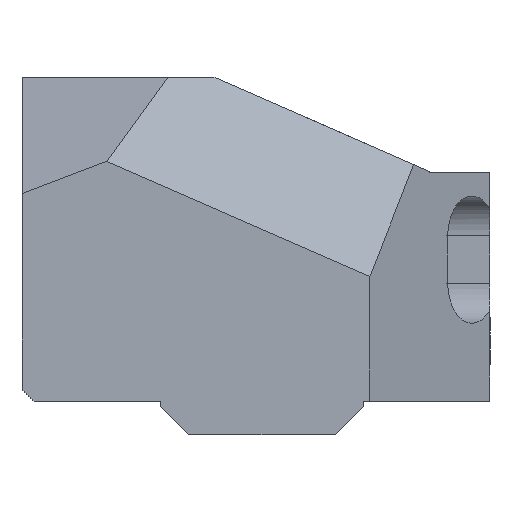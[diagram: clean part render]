
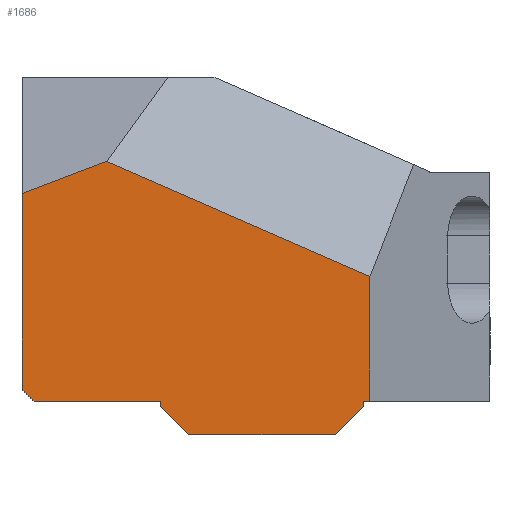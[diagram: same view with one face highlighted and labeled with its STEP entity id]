
A CAD part, left-side view. The second image highlights one B-rep face of the part: STEP entity #1686.
In plain terms, the highlighted planar face has unit normal (-1, 0, 0).
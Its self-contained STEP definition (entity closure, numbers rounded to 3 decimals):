
#132=FACE_OUTER_BOUND('',#228,.T.);
#228=EDGE_LOOP('',(#1393,#1394,#1395,#1396,#1397,#1398,#1399,#1400,#1401,
#1402,#1403,#1404));
#339=LINE('',#2524,#547);
#394=LINE('',#2658,#602);
#403=LINE('',#2674,#611);
#406=LINE('',#2680,#614);
#415=LINE('',#2698,#623);
#417=LINE('',#2702,#625);
#425=LINE('',#2719,#633);
#426=LINE('',#2721,#634);
#427=LINE('',#2723,#635);
#428=LINE('',#2725,#636);
#429=LINE('',#2727,#637);
#430=LINE('',#2728,#638);
#547=VECTOR('',#2023,10.);
#602=VECTOR('',#2144,10.);
#611=VECTOR('',#2157,10.);
#614=VECTOR('',#2162,10.);
#623=VECTOR('',#2175,10.);
#625=VECTOR('',#2179,10.);
#633=VECTOR('',#2199,10.);
#634=VECTOR('',#2200,10.);
#635=VECTOR('',#2201,10.);
#636=VECTOR('',#2202,10.);
#637=VECTOR('',#2203,10.);
#638=VECTOR('',#2204,10.);
#737=VERTEX_POINT('',#2513);
#742=VERTEX_POINT('',#2522);
#788=VERTEX_POINT('',#2657);
#793=VERTEX_POINT('',#2672);
#795=VERTEX_POINT('',#2678);
#802=VERTEX_POINT('',#2697);
#803=VERTEX_POINT('',#2701);
#806=VERTEX_POINT('',#2718);
#807=VERTEX_POINT('',#2720);
#808=VERTEX_POINT('',#2722);
#809=VERTEX_POINT('',#2724);
#810=VERTEX_POINT('',#2726);
#922=EDGE_CURVE('',#742,#737,#339,.T.);
#989=EDGE_CURVE('',#788,#737,#394,.T.);
#998=EDGE_CURVE('',#793,#742,#403,.T.);
#1001=EDGE_CURVE('',#795,#793,#406,.T.);
#1010=EDGE_CURVE('',#788,#802,#415,.T.);
#1012=EDGE_CURVE('',#802,#803,#417,.T.);
#1021=EDGE_CURVE('',#806,#795,#425,.T.);
#1022=EDGE_CURVE('',#807,#806,#426,.T.);
#1023=EDGE_CURVE('',#808,#807,#427,.T.);
#1024=EDGE_CURVE('',#809,#808,#428,.T.);
#1025=EDGE_CURVE('',#810,#809,#429,.T.);
#1026=EDGE_CURVE('',#803,#810,#430,.T.);
#1393=ORIENTED_EDGE('',*,*,#989,.T.);
#1394=ORIENTED_EDGE('',*,*,#922,.F.);
#1395=ORIENTED_EDGE('',*,*,#998,.F.);
#1396=ORIENTED_EDGE('',*,*,#1001,.F.);
#1397=ORIENTED_EDGE('',*,*,#1021,.F.);
#1398=ORIENTED_EDGE('',*,*,#1022,.F.);
#1399=ORIENTED_EDGE('',*,*,#1023,.F.);
#1400=ORIENTED_EDGE('',*,*,#1024,.F.);
#1401=ORIENTED_EDGE('',*,*,#1025,.F.);
#1402=ORIENTED_EDGE('',*,*,#1026,.F.);
#1403=ORIENTED_EDGE('',*,*,#1012,.F.);
#1404=ORIENTED_EDGE('',*,*,#1010,.F.);
#1595=PLANE('',#1820);
#1686=ADVANCED_FACE('',(#132),#1595,.T.);
#1820=AXIS2_PLACEMENT_3D('',#2717,#2197,#2198);
#2023=DIRECTION('',(0.,0.,1.));
#2144=DIRECTION('',(0.,0.935,-0.354));
#2157=DIRECTION('',(0.,0.707,0.707));
#2162=DIRECTION('',(0.,1.,0.));
#2175=DIRECTION('',(0.,-0.916,-0.401));
#2179=DIRECTION('',(0.,0.,-1.));
#2197=DIRECTION('center_axis',(-1.,0.,0.));
#2198=DIRECTION('ref_axis',(0.,1.,0.));
#2199=DIRECTION('',(0.,0.,1.));
#2200=DIRECTION('',(0.,0.707,0.707));
#2201=DIRECTION('',(0.,1.,0.));
#2202=DIRECTION('',(0.,0.707,-0.707));
#2203=DIRECTION('',(0.,0.,-1.));
#2204=DIRECTION('',(0.,1.,0.));
#2513=CARTESIAN_POINT('',(0.,19.5,3.658));
#2522=CARTESIAN_POINT('',(0.,19.5,-4.5));
#2524=CARTESIAN_POINT('',(0.,19.5,0.));
#2657=CARTESIAN_POINT('',(0.,15.967,4.997));
#2658=CARTESIAN_POINT('',(0.,7.105,8.355));
#2672=CARTESIAN_POINT('',(0.,19.,-5.));
#2674=CARTESIAN_POINT('',(0.,15.625,-8.375));
#2678=CARTESIAN_POINT('',(0.,13.725,-5.));
#2680=CARTESIAN_POINT('',(0.,0.,-5.));
#2697=CARTESIAN_POINT('',(0.,5.,0.199));
#2698=CARTESIAN_POINT('',(0.,5.367,0.36));
#2701=CARTESIAN_POINT('',(0.,5.,-5.));
#2702=CARTESIAN_POINT('',(0.,5.,0.));
#2717=CARTESIAN_POINT('Origin',(0.,0.,0.));
#2718=CARTESIAN_POINT('',(0.,13.725,-5.225));
#2719=CARTESIAN_POINT('',(0.,13.725,-5.35));
#2720=CARTESIAN_POINT('',(0.,12.55,-6.4));
#2721=CARTESIAN_POINT('',(0.,12.55,-6.4));
#2722=CARTESIAN_POINT('',(0.,6.45,-6.4));
#2723=CARTESIAN_POINT('',(0.,11.025,-6.4));
#2724=CARTESIAN_POINT('',(0.,5.275,-5.225));
#2725=CARTESIAN_POINT('',(0.,7.037,-6.988));
#2726=CARTESIAN_POINT('',(0.,5.275,-5.));
#2727=CARTESIAN_POINT('',(0.,5.275,-5.463));
#2728=CARTESIAN_POINT('',(0.,0.,-5.));
